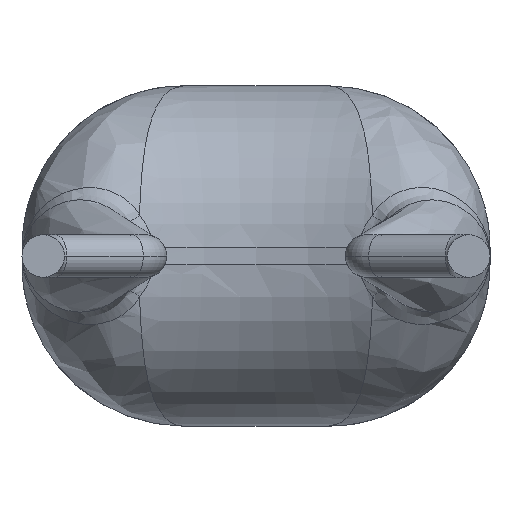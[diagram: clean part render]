
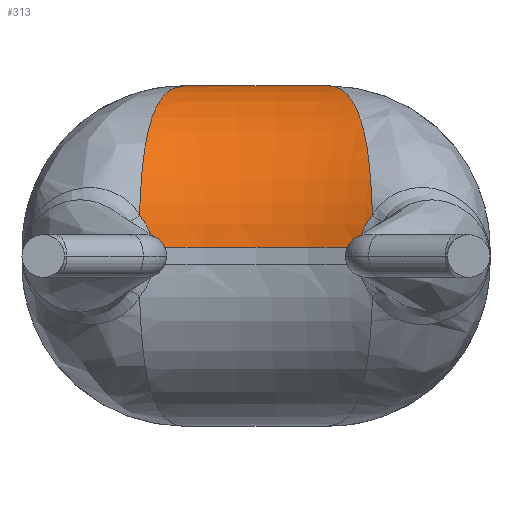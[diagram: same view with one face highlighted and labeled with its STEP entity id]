
A CAD part, front view. The second image highlights one B-rep face of the part: STEP entity #313.
In plain terms, the highlighted toroidal (fillet/blend) face has major radius 5.55 mm and minor radius 1.9 mm.
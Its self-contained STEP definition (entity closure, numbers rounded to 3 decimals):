
#2 = B_SPLINE_CURVE_WITH_KNOTS ( 'NONE', 3,
 ( #1881, #2296, #1059, #1670 ),
 .UNSPECIFIED., .F., .F.,
 ( 4, 4 ),
 ( 0., 0. ),
 .UNSPECIFIED. ) ;
#122 = CARTESIAN_POINT ( 'NONE',  ( 1.315, 2.633, 1.212 ) ) ;
#313 = ADVANCED_FACE ( 'NONE', ( #2492 ), #1264, .T. ) ;
#358 = ORIENTED_EDGE ( 'NONE', *, *, #2127, .T. ) ;
#365 = CARTESIAN_POINT ( 'NONE',  ( 1.202, 2.296, 0.1 ) ) ;
#399 = CARTESIAN_POINT ( 'NONE',  ( 0., -1.15, 0.1 ) ) ;
#404 = DIRECTION ( 'NONE',  ( -1., 0., 0. ) ) ;
#413 = VERTEX_POINT ( 'NONE', #744 ) ;
#420 = CIRCLE ( 'NONE', #1394, 5.55 ) ;
#435 = VERTEX_POINT ( 'NONE', #1775 ) ;
#437 = CIRCLE ( 'NONE', #2027, 3.65 ) ;
#457 = CARTESIAN_POINT ( 'NONE',  ( -1.315, 2.633, 1.212 ) ) ;
#463 = B_SPLINE_CURVE_WITH_KNOTS ( 'NONE', 3,
 ( #1618, #1393, #2628, #2024 ),
 .UNSPECIFIED., .F., .F.,
 ( 4, 4 ),
 ( 0., 0. ),
 .UNSPECIFIED. ) ;
#472 = CARTESIAN_POINT ( 'NONE',  ( -1.302, 2.71, 1.301 ) ) ;
#540 = ORIENTED_EDGE ( 'NONE', *, *, #2363, .F. ) ;
#660 = EDGE_LOOP ( 'NONE', ( #983, #1275, #2623, #2125, #358, #540 ) ) ;
#676 = CARTESIAN_POINT ( 'NONE',  ( -1.269, 2.876, 1.463 ) ) ;
#701 = VERTEX_POINT ( 'NONE', #938 ) ;
#728 = CARTESIAN_POINT ( 'NONE',  ( 1.269, 2.876, 1.463 ) ) ;
#736 = CARTESIAN_POINT ( 'NONE',  ( 1.302, 2.71, 1.301 ) ) ;
#744 = CARTESIAN_POINT ( 'NONE',  ( 0.85, 4.335, 2. ) ) ;
#754 = EDGE_CURVE ( 'NONE', #1792, #990, #437, .T. ) ;
#803 = DIRECTION ( 'NONE',  ( 0., 0., 1. ) ) ;
#863 = B_SPLINE_CURVE_WITH_KNOTS ( 'NONE', 3,
 ( #1350, #1551, #2181, #122, #736, #728, #1543, #1963, #949, #2170, #2382, #1140 ),
 .UNSPECIFIED., .F., .F.,
 ( 4, 2, 2, 2, 2, 4 ),
 ( 0., 0.001, 0.001, 0.002, 0.003, 0.003 ),
 .UNSPECIFIED. ) ;
#897 = CARTESIAN_POINT ( 'NONE',  ( -1.202, 2.296, 0.1 ) ) ;
#938 = CARTESIAN_POINT ( 'NONE',  ( -0.85, 4.335, 2. ) ) ;
#949 = CARTESIAN_POINT ( 'NONE',  ( 1.133, 3.457, 1.833 ) ) ;
#983 = ORIENTED_EDGE ( 'NONE', *, *, #2574, .T. ) ;
#990 = VERTEX_POINT ( 'NONE', #897 ) ;
#1052 = CARTESIAN_POINT ( 'NONE',  ( -1.133, 3.457, 1.833 ) ) ;
#1059 = CARTESIAN_POINT ( 'NONE',  ( -1.218, 2.291, 0.24 ) ) ;
#1067 = CARTESIAN_POINT ( 'NONE',  ( -0.85, 4.335, 2. ) ) ;
#1111 = CARTESIAN_POINT ( 'NONE',  ( 1.368, 2.275, 0.48 ) ) ;
#1140 = CARTESIAN_POINT ( 'NONE',  ( 0.85, 4.335, 2. ) ) ;
#1264 = TOROIDAL_SURFACE ( 'NONE', #1327, 5.55, 1.9 ) ;
#1275 = ORIENTED_EDGE ( 'NONE', *, *, #2608, .T. ) ;
#1327 = AXIS2_PLACEMENT_3D ( 'NONE', #2153, #2374, #2405 ) ;
#1350 = CARTESIAN_POINT ( 'NONE',  ( 1.368, 2.275, 0.48 ) ) ;
#1393 = CARTESIAN_POINT ( 'NONE',  ( 1.218, 2.291, 0.24 ) ) ;
#1394 = AXIS2_PLACEMENT_3D ( 'NONE', #2417, #2446, #2224 ) ;
#1484 = CARTESIAN_POINT ( 'NONE',  ( -1.349, 2.43, 0.927 ) ) ;
#1543 = CARTESIAN_POINT ( 'NONE',  ( 1.251, 2.965, 1.536 ) ) ;
#1551 = CARTESIAN_POINT ( 'NONE',  ( 1.362, 2.328, 0.71 ) ) ;
#1618 = CARTESIAN_POINT ( 'NONE',  ( 1.202, 2.296, 0.1 ) ) ;
#1670 = CARTESIAN_POINT ( 'NONE',  ( -1.202, 2.296, 0.1 ) ) ;
#1682 = CARTESIAN_POINT ( 'NONE',  ( -1.187, 3.247, 1.732 ) ) ;
#1775 = CARTESIAN_POINT ( 'NONE',  ( -1.368, 2.275, 0.48 ) ) ;
#1792 = VERTEX_POINT ( 'NONE', #365 ) ;
#1807 = EDGE_CURVE ( 'NONE', #1792, #2634, #463, .T. ) ;
#1841 = B_SPLINE_CURVE_WITH_KNOTS ( 'NONE', 3,
 ( #1067, #1897, #1867, #1052, #1682, #1861, #676, #472, #457, #1484, #2488, #2106 ),
 .UNSPECIFIED., .F., .F.,
 ( 4, 2, 2, 2, 2, 4 ),
 ( 0., 0.001, 0.001, 0.002, 0.002, 0.003 ),
 .UNSPECIFIED. ) ;
#1861 = CARTESIAN_POINT ( 'NONE',  ( -1.251, 2.965, 1.536 ) ) ;
#1867 = CARTESIAN_POINT ( 'NONE',  ( -1.006, 3.888, 1.966 ) ) ;
#1881 = CARTESIAN_POINT ( 'NONE',  ( -1.368, 2.275, 0.48 ) ) ;
#1897 = CARTESIAN_POINT ( 'NONE',  ( -0.931, 4.113, 2. ) ) ;
#1963 = CARTESIAN_POINT ( 'NONE',  ( 1.187, 3.247, 1.732 ) ) ;
#2024 = CARTESIAN_POINT ( 'NONE',  ( 1.368, 2.275, 0.48 ) ) ;
#2027 = AXIS2_PLACEMENT_3D ( 'NONE', #399, #803, #404 ) ;
#2106 = CARTESIAN_POINT ( 'NONE',  ( -1.368, 2.275, 0.48 ) ) ;
#2125 = ORIENTED_EDGE ( 'NONE', *, *, #1807, .T. ) ;
#2127 = EDGE_CURVE ( 'NONE', #2634, #413, #863, .T. ) ;
#2153 = CARTESIAN_POINT ( 'NONE',  ( 0., -1.15, 0.1 ) ) ;
#2170 = CARTESIAN_POINT ( 'NONE',  ( 1.006, 3.888, 1.966 ) ) ;
#2181 = CARTESIAN_POINT ( 'NONE',  ( 1.349, 2.43, 0.927 ) ) ;
#2224 = DIRECTION ( 'NONE',  ( -1., 0., 0. ) ) ;
#2296 = CARTESIAN_POINT ( 'NONE',  ( -1.279, 2.287, 0.371 ) ) ;
#2363 = EDGE_CURVE ( 'NONE', #701, #413, #420, .T. ) ;
#2374 = DIRECTION ( 'NONE',  ( 0., 0., -1. ) ) ;
#2382 = CARTESIAN_POINT ( 'NONE',  ( 0.931, 4.114, 2. ) ) ;
#2405 = DIRECTION ( 'NONE',  ( -1., 0., 0. ) ) ;
#2417 = CARTESIAN_POINT ( 'NONE',  ( 0., -1.15, 2. ) ) ;
#2446 = DIRECTION ( 'NONE',  ( 0., 0., -1. ) ) ;
#2488 = CARTESIAN_POINT ( 'NONE',  ( -1.362, 2.328, 0.71 ) ) ;
#2492 = FACE_OUTER_BOUND ( 'NONE', #660, .T. ) ;
#2574 = EDGE_CURVE ( 'NONE', #701, #435, #1841, .T. ) ;
#2608 = EDGE_CURVE ( 'NONE', #435, #990, #2, .T. ) ;
#2623 = ORIENTED_EDGE ( 'NONE', *, *, #754, .F. ) ;
#2628 = CARTESIAN_POINT ( 'NONE',  ( 1.279, 2.287, 0.371 ) ) ;
#2634 = VERTEX_POINT ( 'NONE', #1111 ) ;
